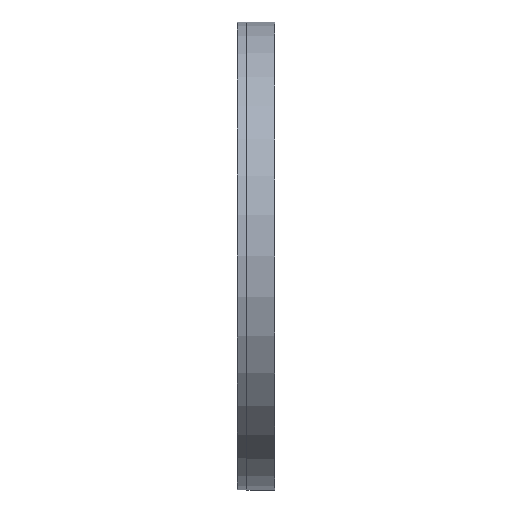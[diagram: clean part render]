
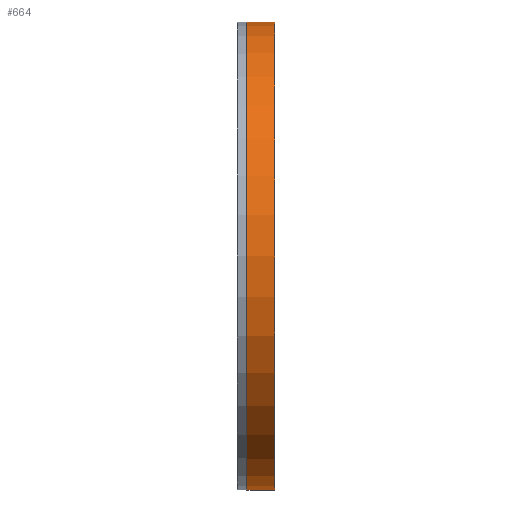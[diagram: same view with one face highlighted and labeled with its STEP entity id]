
A CAD part, left-side view. The second image highlights one B-rep face of the part: STEP entity #664.
In plain terms, the highlighted cylindrical face has radius 24.5 mm (diameter 49 mm), a partial arc.
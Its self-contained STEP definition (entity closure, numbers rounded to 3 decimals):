
#282 = DIRECTION ( 'NONE',  ( 0., -1., 0. ) ) ;
#288 = CARTESIAN_POINT ( 'NONE',  ( 0., -3.244, -24.5 ) ) ;
#289 = LINE ( 'NONE', #288, #294 ) ;
#294 = VECTOR ( 'NONE', #282, 1000. ) ;
#594 = EDGE_CURVE ( 'NONE', #629, #596, #1268, .T. ) ;
#596 = VERTEX_POINT ( 'NONE', #1373 ) ;
#597 = VERTEX_POINT ( 'NONE', #1372 ) ;
#606 = VERTEX_POINT ( 'NONE', #1370 ) ;
#615 = EDGE_CURVE ( 'NONE', #629, #606, #1340, .T. ) ;
#629 = VERTEX_POINT ( 'NONE', #1311 ) ;
#664 = ADVANCED_FACE ( 'NONE', ( #1481 ), #1493, .T. ) ;
#665 = ORIENTED_EDGE ( 'NONE', *, *, #801, .T. ) ;
#666 = ORIENTED_EDGE ( 'NONE', *, *, #594, .F. ) ;
#678 = EDGE_CURVE ( 'NONE', #596, #597, #1463, .T. ) ;
#693 = ORIENTED_EDGE ( 'NONE', *, *, #615, .T. ) ;
#700 = EDGE_LOOP ( 'NONE', ( #666, #693, #665, #880 ) ) ;
#801 = EDGE_CURVE ( 'NONE', #606, #597, #289, .T. ) ;
#880 = ORIENTED_EDGE ( 'NONE', *, *, #678, .F. ) ;
#1268 = LINE ( 'NONE', #1288, #1375 ) ;
#1288 = CARTESIAN_POINT ( 'NONE',  ( 0., -3.244, 24.5 ) ) ;
#1311 = CARTESIAN_POINT ( 'NONE',  ( 0., 2.9, 24.5 ) ) ;
#1328 = DIRECTION ( 'NONE',  ( 0., 0., -1. ) ) ;
#1329 = DIRECTION ( 'NONE',  ( 0., -1., 0. ) ) ;
#1330 = CARTESIAN_POINT ( 'NONE',  ( 0., 2.9, 0. ) ) ;
#1334 = AXIS2_PLACEMENT_3D ( 'NONE', #1330, #1329, #1328 ) ;
#1340 = CIRCLE ( 'NONE', #1334, 24.5 ) ;
#1370 = CARTESIAN_POINT ( 'NONE',  ( 0., 2.9, -24.5 ) ) ;
#1372 = CARTESIAN_POINT ( 'NONE',  ( 0., 0., -24.5 ) ) ;
#1373 = CARTESIAN_POINT ( 'NONE',  ( 0., 0., 24.5 ) ) ;
#1374 = DIRECTION ( 'NONE',  ( 0., -1., 0. ) ) ;
#1375 = VECTOR ( 'NONE', #1374, 1000. ) ;
#1422 = DIRECTION ( 'NONE',  ( 0., 0., -1. ) ) ;
#1423 = DIRECTION ( 'NONE',  ( 0., -1., 0. ) ) ;
#1424 = CARTESIAN_POINT ( 'NONE',  ( 0., 0., 0. ) ) ;
#1425 = AXIS2_PLACEMENT_3D ( 'NONE', #1424, #1423, #1422 ) ;
#1463 = CIRCLE ( 'NONE', #1425, 24.5 ) ;
#1472 = DIRECTION ( 'NONE',  ( 0., 0., -1. ) ) ;
#1473 = DIRECTION ( 'NONE',  ( 0., -1., 0. ) ) ;
#1476 = AXIS2_PLACEMENT_3D ( 'NONE', #1480, #1473, #1472 ) ;
#1480 = CARTESIAN_POINT ( 'NONE',  ( 0., -3.244, 0. ) ) ;
#1481 = FACE_OUTER_BOUND ( 'NONE', #700, .T. ) ;
#1493 = CYLINDRICAL_SURFACE ( 'NONE', #1476, 24.5 ) ;
